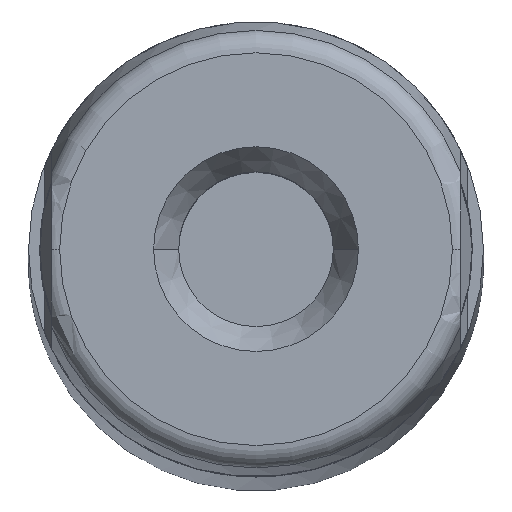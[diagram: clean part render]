
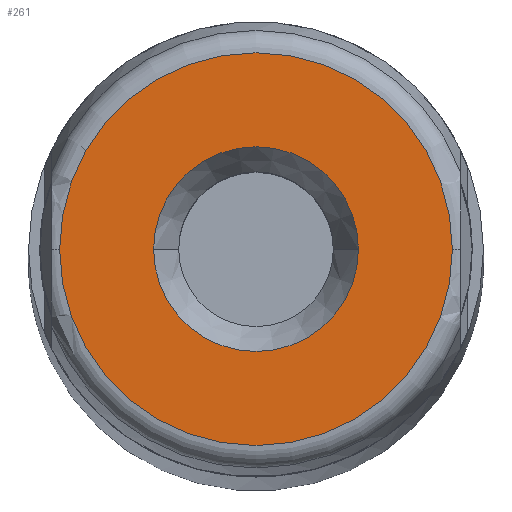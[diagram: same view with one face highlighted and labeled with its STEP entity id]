
A CAD part, top view. The second image highlights one B-rep face of the part: STEP entity #261.
In plain terms, the highlighted planar face has unit normal (0, 0, 1).
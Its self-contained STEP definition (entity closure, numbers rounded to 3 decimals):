
#134 = EDGE_CURVE ( 'NONE', #183, #180, #938, .T. ) ;
#135 = ORIENTED_EDGE ( 'NONE', *, *, #195, .F. ) ;
#180 = VERTEX_POINT ( 'NONE', #840 ) ;
#183 = VERTEX_POINT ( 'NONE', #995 ) ;
#195 = EDGE_CURVE ( 'NONE', #180, #183, #972, .T. ) ;
#213 = EDGE_CURVE ( 'NONE', #214, #219, #877, .T. ) ;
#214 = VERTEX_POINT ( 'NONE', #872 ) ;
#219 = VERTEX_POINT ( 'NONE', #1165 ) ;
#261 = ADVANCED_FACE ( 'NONE', ( #1093, #1092 ), #1091, .F. ) ;
#262 = EDGE_LOOP ( 'NONE', ( #263, #135 ) ) ;
#263 = ORIENTED_EDGE ( 'NONE', *, *, #134, .F. ) ;
#268 = EDGE_LOOP ( 'NONE', ( #269, #270 ) ) ;
#269 = ORIENTED_EDGE ( 'NONE', *, *, #213, .T. ) ;
#270 = ORIENTED_EDGE ( 'NONE', *, *, #271, .T. ) ;
#271 = EDGE_CURVE ( 'NONE', #219, #214, #1079, .T. ) ;
#840 = CARTESIAN_POINT ( 'NONE',  ( -4.5, 0., 0. ) ) ;
#872 = CARTESIAN_POINT ( 'NONE',  ( 8.632, 0., 0. ) ) ;
#873 = DIRECTION ( 'NONE',  ( 1., 0., 0. ) ) ;
#874 = DIRECTION ( 'NONE',  ( 0., 0., 1. ) ) ;
#875 = CARTESIAN_POINT ( 'NONE',  ( 0., 0., 0. ) ) ;
#876 = AXIS2_PLACEMENT_3D ( 'NONE', #875, #874, #873 ) ;
#877 = CIRCLE ( 'NONE', #876, 8.632 ) ;
#934 = DIRECTION ( 'NONE',  ( 1., 0., 0. ) ) ;
#935 = DIRECTION ( 'NONE',  ( 0., 0., 1. ) ) ;
#936 = CARTESIAN_POINT ( 'NONE',  ( 0., 0., 0. ) ) ;
#937 = AXIS2_PLACEMENT_3D ( 'NONE', #936, #935, #934 ) ;
#938 = CIRCLE ( 'NONE', #937, 4.5 ) ;
#968 = DIRECTION ( 'NONE',  ( 1., 0., 0. ) ) ;
#969 = DIRECTION ( 'NONE',  ( 0., 0., 1. ) ) ;
#970 = CARTESIAN_POINT ( 'NONE',  ( 0., 0., 0. ) ) ;
#971 = AXIS2_PLACEMENT_3D ( 'NONE', #970, #969, #968 ) ;
#972 = CIRCLE ( 'NONE', #971, 4.5 ) ;
#995 = CARTESIAN_POINT ( 'NONE',  ( 4.5, 0., 0. ) ) ;
#1075 = DIRECTION ( 'NONE',  ( 1., 0., 0. ) ) ;
#1076 = DIRECTION ( 'NONE',  ( 0., 0., 1. ) ) ;
#1077 = CARTESIAN_POINT ( 'NONE',  ( 0., 0., 0. ) ) ;
#1078 = AXIS2_PLACEMENT_3D ( 'NONE', #1077, #1076, #1075 ) ;
#1079 = CIRCLE ( 'NONE', #1078, 8.632 ) ;
#1087 = DIRECTION ( 'NONE',  ( -1., 0., 0. ) ) ;
#1088 = DIRECTION ( 'NONE',  ( 0., 0., -1. ) ) ;
#1089 = CARTESIAN_POINT ( 'NONE',  ( 0., 0., 0. ) ) ;
#1090 = AXIS2_PLACEMENT_3D ( 'NONE', #1089, #1088, #1087 ) ;
#1091 = PLANE ( 'NONE',  #1090 ) ;
#1092 = FACE_OUTER_BOUND ( 'NONE', #268, .T. ) ;
#1093 = FACE_BOUND ( 'NONE', #262, .T. ) ;
#1165 = CARTESIAN_POINT ( 'NONE',  ( -8.632, 0., 0. ) ) ;
